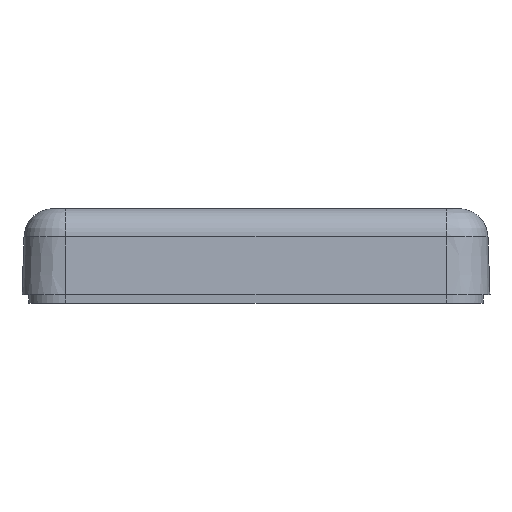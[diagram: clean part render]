
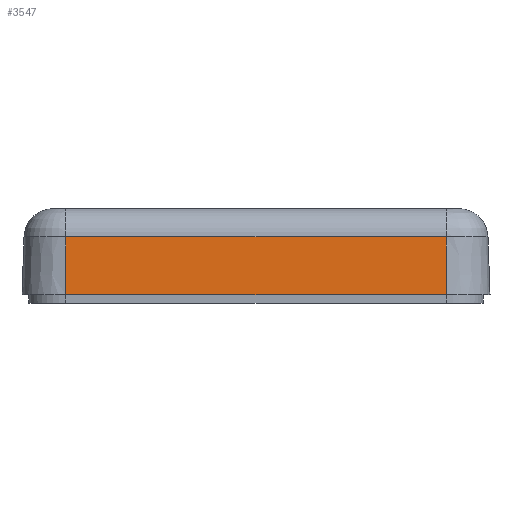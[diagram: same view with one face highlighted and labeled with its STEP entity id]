
A CAD part, front view. The second image highlights one B-rep face of the part: STEP entity #3547.
In plain terms, the highlighted planar face has unit normal (0, -0.999, 0.035).
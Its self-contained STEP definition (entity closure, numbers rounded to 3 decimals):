
#610 = CYLINDRICAL_SURFACE('',#611,6.35);
#611 = AXIS2_PLACEMENT_3D('',#612,#613,#614);
#612 = CARTESIAN_POINT('',(-41.402,-69.618,12.344));
#613 = DIRECTION('',(-1.,0.,0.));
#614 = DIRECTION('',(0.,1.,0.));
#1414 = VERTEX_POINT('',#1415);
#1415 = CARTESIAN_POINT('',(41.402,-75.964,12.566));
#1452 = CONICAL_SURFACE('',#1453,9.525,0.035);
#1453 = AXIS2_PLACEMENT_3D('',#1454,#1455,#1456);
#1454 = CARTESIAN_POINT('',(41.402,-66.878,0.));
#1455 = DIRECTION('',(0.,0.,-1.));
#1456 = DIRECTION('',(0.,1.,0.));
#1622 = VERTEX_POINT('',#1623);
#1623 = CARTESIAN_POINT('',(-41.402,-75.964,12.566));
#1662 = EDGE_CURVE('',#1414,#1622,#1663,.T.);
#1663 = SURFACE_CURVE('',#1664,(#1668,#1675),.PCURVE_S1.);
#1664 = LINE('',#1665,#1666);
#1665 = CARTESIAN_POINT('',(-41.402,-75.964,12.566));
#1666 = VECTOR('',#1667,1.);
#1667 = DIRECTION('',(-1.,0.,0.));
#1668 = PCURVE('',#610,#1669);
#1669 = DEFINITIONAL_REPRESENTATION('',(#1670),#1674);
#1670 = LINE('',#1671,#1672);
#1671 = CARTESIAN_POINT('',(3.176,0.));
#1672 = VECTOR('',#1673,1.);
#1673 = DIRECTION('',(0.,1.));
#1674 = ( GEOMETRIC_REPRESENTATION_CONTEXT(2) 
PARAMETRIC_REPRESENTATION_CONTEXT() REPRESENTATION_CONTEXT('2D SPACE',''
  ) );
#1675 = PCURVE('',#1676,#1681);
#1676 = PLANE('',#1677);
#1677 = AXIS2_PLACEMENT_3D('',#1678,#1679,#1680);
#1678 = CARTESIAN_POINT('',(-41.402,-76.403,0.));
#1679 = DIRECTION('',(0.,-0.999,0.035));
#1680 = DIRECTION('',(0.,-0.035,-0.999));
#1681 = DEFINITIONAL_REPRESENTATION('',(#1682),#1686);
#1682 = LINE('',#1683,#1684);
#1683 = CARTESIAN_POINT('',(-12.574,0.));
#1684 = VECTOR('',#1685,1.);
#1685 = DIRECTION('',(0.,-1.));
#1686 = ( GEOMETRIC_REPRESENTATION_CONTEXT(2) 
PARAMETRIC_REPRESENTATION_CONTEXT() REPRESENTATION_CONTEXT('2D SPACE',''
  ) );
#3322 = PLANE('',#3323);
#3323 = AXIS2_PLACEMENT_3D('',#3324,#3325,#3326);
#3324 = CARTESIAN_POINT('',(-41.402,-66.878,0.));
#3325 = DIRECTION('',(0.,0.,1.));
#3326 = DIRECTION('',(0.,-1.,0.));
#3392 = EDGE_CURVE('',#1414,#3393,#3395,.T.);
#3393 = VERTEX_POINT('',#3394);
#3394 = CARTESIAN_POINT('',(41.402,-76.403,0.));
#3395 = SURFACE_CURVE('',#3396,(#3400,#3407),.PCURVE_S1.);
#3396 = LINE('',#3397,#3398);
#3397 = CARTESIAN_POINT('',(41.402,-76.403,0.));
#3398 = VECTOR('',#3399,1.);
#3399 = DIRECTION('',(0.,-0.035,-0.999));
#3400 = PCURVE('',#1452,#3401);
#3401 = DEFINITIONAL_REPRESENTATION('',(#3402),#3406);
#3402 = LINE('',#3403,#3404);
#3403 = CARTESIAN_POINT('',(3.142,0.));
#3404 = VECTOR('',#3405,1.);
#3405 = DIRECTION('',(0.,1.));
#3406 = ( GEOMETRIC_REPRESENTATION_CONTEXT(2) 
PARAMETRIC_REPRESENTATION_CONTEXT() REPRESENTATION_CONTEXT('2D SPACE',''
  ) );
#3407 = PCURVE('',#1676,#3408);
#3408 = DEFINITIONAL_REPRESENTATION('',(#3409),#3413);
#3409 = LINE('',#3410,#3411);
#3410 = CARTESIAN_POINT('',(0.,82.804));
#3411 = VECTOR('',#3412,1.);
#3412 = DIRECTION('',(1.,0.));
#3413 = ( GEOMETRIC_REPRESENTATION_CONTEXT(2) 
PARAMETRIC_REPRESENTATION_CONTEXT() REPRESENTATION_CONTEXT('2D SPACE',''
  ) );
#3535 = CONICAL_SURFACE('',#3536,9.525,0.035);
#3536 = AXIS2_PLACEMENT_3D('',#3537,#3538,#3539);
#3537 = CARTESIAN_POINT('',(-41.402,-66.878,0.));
#3538 = DIRECTION('',(0.,0.,-1.));
#3539 = DIRECTION('',(0.,-1.,0.));
#3547 = ADVANCED_FACE('',(#3548),#1676,.T.);
#3548 = FACE_BOUND('',#3549,.T.);
#3549 = EDGE_LOOP('',(#3550,#3551,#3552,#3575));
#3550 = ORIENTED_EDGE('',*,*,#3392,.F.);
#3551 = ORIENTED_EDGE('',*,*,#1662,.T.);
#3552 = ORIENTED_EDGE('',*,*,#3553,.T.);
#3553 = EDGE_CURVE('',#1622,#3554,#3556,.T.);
#3554 = VERTEX_POINT('',#3555);
#3555 = CARTESIAN_POINT('',(-41.402,-76.403,0.));
#3556 = SURFACE_CURVE('',#3557,(#3561,#3568),.PCURVE_S1.);
#3557 = LINE('',#3558,#3559);
#3558 = CARTESIAN_POINT('',(-41.402,-76.403,0.));
#3559 = VECTOR('',#3560,1.);
#3560 = DIRECTION('',(0.,-0.035,-0.999));
#3561 = PCURVE('',#1676,#3562);
#3562 = DEFINITIONAL_REPRESENTATION('',(#3563),#3567);
#3563 = LINE('',#3564,#3565);
#3564 = CARTESIAN_POINT('',(0.,0.));
#3565 = VECTOR('',#3566,1.);
#3566 = DIRECTION('',(1.,0.));
#3567 = ( GEOMETRIC_REPRESENTATION_CONTEXT(2) 
PARAMETRIC_REPRESENTATION_CONTEXT() REPRESENTATION_CONTEXT('2D SPACE',''
  ) );
#3568 = PCURVE('',#3535,#3569);
#3569 = DEFINITIONAL_REPRESENTATION('',(#3570),#3574);
#3570 = LINE('',#3571,#3572);
#3571 = CARTESIAN_POINT('',(0.,0.));
#3572 = VECTOR('',#3573,1.);
#3573 = DIRECTION('',(0.,1.));
#3574 = ( GEOMETRIC_REPRESENTATION_CONTEXT(2) 
PARAMETRIC_REPRESENTATION_CONTEXT() REPRESENTATION_CONTEXT('2D SPACE',''
  ) );
#3575 = ORIENTED_EDGE('',*,*,#3576,.F.);
#3576 = EDGE_CURVE('',#3393,#3554,#3577,.T.);
#3577 = SURFACE_CURVE('',#3578,(#3582,#3589),.PCURVE_S1.);
#3578 = LINE('',#3579,#3580);
#3579 = CARTESIAN_POINT('',(-41.402,-76.403,0.));
#3580 = VECTOR('',#3581,1.);
#3581 = DIRECTION('',(-1.,0.,0.));
#3582 = PCURVE('',#1676,#3583);
#3583 = DEFINITIONAL_REPRESENTATION('',(#3584),#3588);
#3584 = LINE('',#3585,#3586);
#3585 = CARTESIAN_POINT('',(0.,0.));
#3586 = VECTOR('',#3587,1.);
#3587 = DIRECTION('',(0.,-1.));
#3588 = ( GEOMETRIC_REPRESENTATION_CONTEXT(2) 
PARAMETRIC_REPRESENTATION_CONTEXT() REPRESENTATION_CONTEXT('2D SPACE',''
  ) );
#3589 = PCURVE('',#3322,#3590);
#3590 = DEFINITIONAL_REPRESENTATION('',(#3591),#3595);
#3591 = LINE('',#3592,#3593);
#3592 = CARTESIAN_POINT('',(9.525,0.));
#3593 = VECTOR('',#3594,1.);
#3594 = DIRECTION('',(0.,-1.));
#3595 = ( GEOMETRIC_REPRESENTATION_CONTEXT(2) 
PARAMETRIC_REPRESENTATION_CONTEXT() REPRESENTATION_CONTEXT('2D SPACE',''
  ) );
